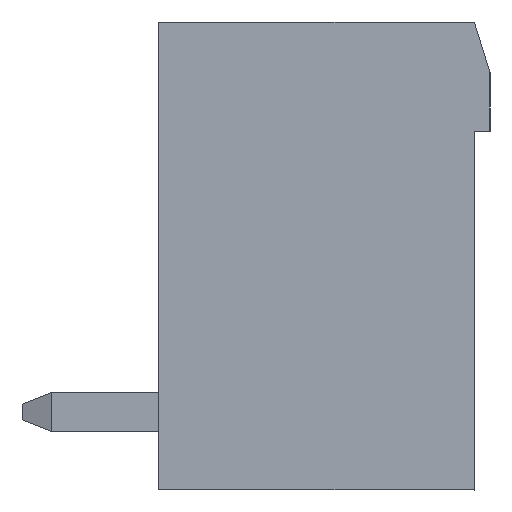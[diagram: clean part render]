
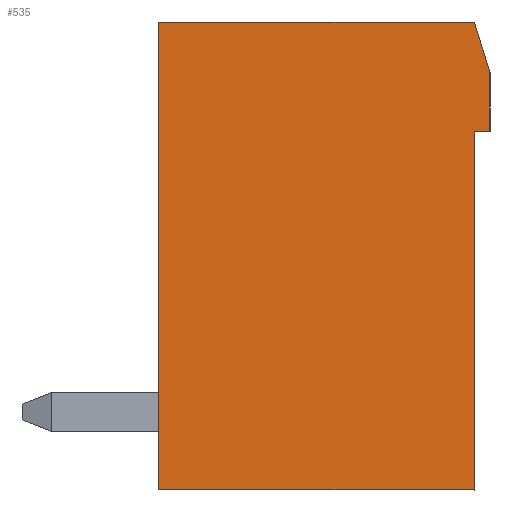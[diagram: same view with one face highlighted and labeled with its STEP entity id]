
A CAD part, left-side view. The second image highlights one B-rep face of the part: STEP entity #535.
In plain terms, the highlighted planar face has unit normal (-1, 0, 0).
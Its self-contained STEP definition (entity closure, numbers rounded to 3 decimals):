
#535 = ADVANCED_FACE( '', ( #1047 ), #1048, .T. );
#1047 = FACE_OUTER_BOUND( '', #1535, .T. );
#1048 = PLANE( '', #1536 );
#1535 = EDGE_LOOP( '', ( #2845, #2846, #2847, #2848, #2849, #2850, #2851 ) );
#1536 = AXIS2_PLACEMENT_3D( '', #2852, #2853, #2854 );
#2845 = ORIENTED_EDGE( '', *, *, #3068, .T. );
#2846 = ORIENTED_EDGE( '', *, *, #3407, .T. );
#2847 = ORIENTED_EDGE( '', *, *, #3241, .T. );
#2848 = ORIENTED_EDGE( '', *, *, #3428, .T. );
#2849 = ORIENTED_EDGE( '', *, *, #3452, .T. );
#2850 = ORIENTED_EDGE( '', *, *, #3364, .T. );
#2851 = ORIENTED_EDGE( '', *, *, #3387, .T. );
#2852 = CARTESIAN_POINT( '', ( -10.16, 0., 0. ) );
#2853 = DIRECTION( '', ( -1., 0., 0. ) );
#2854 = DIRECTION( '', ( 0., 0., 1. ) );
#3068 = EDGE_CURVE( '', #3698, #3702, #3704, .T. );
#3241 = EDGE_CURVE( '', #3970, #3971, #3972, .T. );
#3364 = EDGE_CURVE( '', #4139, #4140, #4141, .T. );
#3387 = EDGE_CURVE( '', #4140, #3698, #4171, .T. );
#3407 = EDGE_CURVE( '', #3702, #3970, #4194, .T. );
#3428 = EDGE_CURVE( '', #3971, #4219, #4221, .T. );
#3452 = EDGE_CURVE( '', #4219, #4139, #4246, .T. );
#3698 = VERTEX_POINT( '', #4727 );
#3702 = VERTEX_POINT( '', #4733 );
#3704 = LINE( '', #4736, #4737 );
#3970 = VERTEX_POINT( '', #5222 );
#3971 = VERTEX_POINT( '', #5223 );
#3972 = LINE( '', #5224, #5225 );
#4139 = VERTEX_POINT( '', #5477 );
#4140 = VERTEX_POINT( '', #5478 );
#4141 = LINE( '', #5479, #5480 );
#4171 = LINE( '', #5523, #5524 );
#4194 = LINE( '', #5558, #5559 );
#4219 = VERTEX_POINT( '', #5599 );
#4221 = LINE( '', #5602, #5603 );
#4246 = LINE( '', #5638, #5639 );
#4727 = CARTESIAN_POINT( '', ( -10.16, -4.45, 4.7 ) );
#4733 = CARTESIAN_POINT( '', ( -10.16, -4.05, 6. ) );
#4736 = CARTESIAN_POINT( '', ( -10.16, -4.45, 4.7 ) );
#4737 = VECTOR( '', #5780, 1000. );
#5222 = CARTESIAN_POINT( '', ( -10.16, 4.05, 6. ) );
#5223 = CARTESIAN_POINT( '', ( -10.16, 4.05, -6. ) );
#5224 = CARTESIAN_POINT( '', ( -10.16, 4.05, 6. ) );
#5225 = VECTOR( '', #5928, 1000. );
#5477 = CARTESIAN_POINT( '', ( -10.16, -4.05, 3.2 ) );
#5478 = CARTESIAN_POINT( '', ( -10.16, -4.45, 3.2 ) );
#5479 = CARTESIAN_POINT( '', ( -10.16, -4.05, 3.2 ) );
#5480 = VECTOR( '', #6020, 1000. );
#5523 = CARTESIAN_POINT( '', ( -10.16, -4.45, 3.2 ) );
#5524 = VECTOR( '', #6037, 1000. );
#5558 = CARTESIAN_POINT( '', ( -10.16, -4.05, 6. ) );
#5559 = VECTOR( '', #6052, 1000. );
#5599 = CARTESIAN_POINT( '', ( -10.16, -4.05, -6. ) );
#5602 = CARTESIAN_POINT( '', ( -10.16, 4.05, -6. ) );
#5603 = VECTOR( '', #6069, 1000. );
#5638 = CARTESIAN_POINT( '', ( -10.16, -4.05, -6. ) );
#5639 = VECTOR( '', #6080, 1000. );
#5780 = DIRECTION( '', ( 0., 0.294, 0.956 ) );
#5928 = DIRECTION( '', ( 0., 0., -1. ) );
#6020 = DIRECTION( '', ( 0., -1., 0. ) );
#6037 = DIRECTION( '', ( 0., 0., 1. ) );
#6052 = DIRECTION( '', ( 0., 1., 0. ) );
#6069 = DIRECTION( '', ( 0., -1., 0. ) );
#6080 = DIRECTION( '', ( 0., 0., 1. ) );
